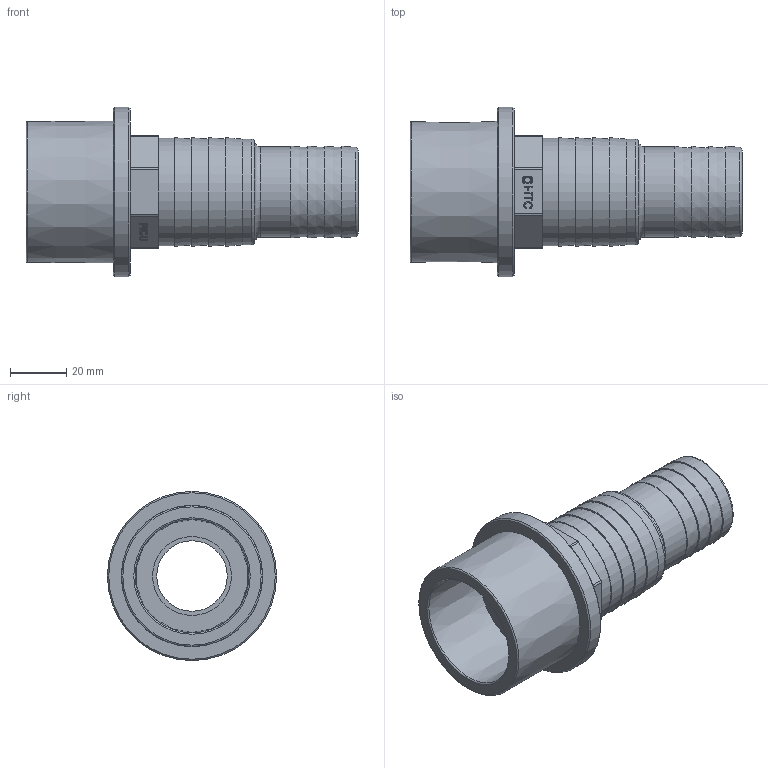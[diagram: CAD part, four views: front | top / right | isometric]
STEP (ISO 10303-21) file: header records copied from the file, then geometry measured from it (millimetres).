
FILE_DESCRIPTION(/* description */ (''),/* implementation_level */ '2;1');
FILE_NAME(/* name */ 'V3H040038032阶梯型软接.stp',/* time_stamp */ '2025-07-03T15:52:48+08:00',/* author */ (''),/* organization */ (''),/* preprocessor_version */ 'ST-DEVELOPER v16.7',/* originating_system */ 'SIEMENS PLM Software NX 12.0',/* authorisation */ '');
FILE_SCHEMA (('AUTOMOTIVE_DESIGN { 1 0 10303 214 3 1 1 1 }'));
Length unit declared in the file: millimetre
Products named in the file (1): Admi0DA0E6ABsr9t
Bounding box: 118 x 60.15 x 60.15 mm (x, y, z)
Volume: 75190.3 mm3; surface area: 30910.5 mm2
Topology: 1 solids, 1 shells, 354 faces, 904 edges, 600 vertices
Faces by surface type: plane 177, extrusion 139, cylinder 20, cone 13, torus 5
Full cylindrical faces by diameter (mm): 1.917 x1, 2.556 x1, 25.063 x1, 28.07 x1, 32.08 x1, 37.594 x1, 38.095 x1, 60.15 x1
Entity records: 13430 total; most frequent: CARTESIAN_POINT 5397, ORIENTED_EDGE 1752, DIRECTION 1235, EDGE_CURVE 876, VECTOR 671, VERTEX_POINT 598, LINE 532, EDGE_LOOP 430
